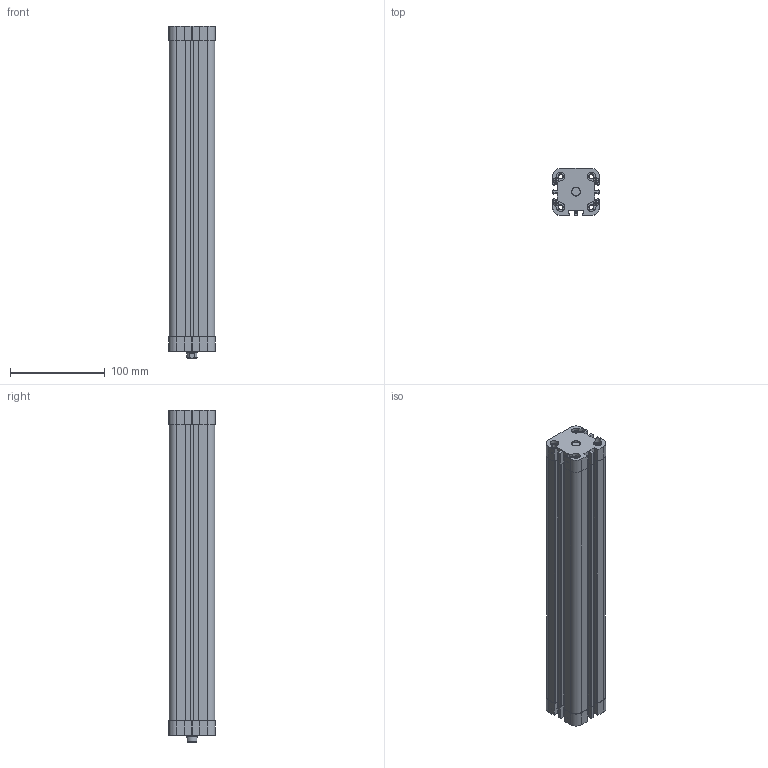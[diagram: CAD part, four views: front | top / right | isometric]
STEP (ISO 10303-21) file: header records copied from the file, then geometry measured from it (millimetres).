
FILE_DESCRIPTION(/* description */ (''),/* implementation_level */ '2;1');
FILE_NAME(/* name */ 'nad_32-300.stp',/* time_stamp */ '2017-08-16T14:36:48+02:00',/* author */ ('leitheußer'),/* organization */ (''),/* preprocessor_version */ 'ST-DEVELOPER v15.6',/* originating_system */ 'Autodesk Inventor LT ',/* authorisation */ '');
FILE_SCHEMA (('AUTOMOTIVE_DESIGN { 1 0 10303 214 3 1 1 }'));
Length unit declared in the file: millimetre
Products named in the file (1): CDEM032_300_KNF
Bounding box: 49.5 x 49.5 x 351 mm (x, y, z)
Volume: 374522.5 mm3; surface area: 225868.8 mm2
Topology: 19 solids, 19 shells, 674 faces, 1744 edges, 1143 vertices
Faces by surface type: plane 367, cylinder 222, cone 59, torus 18, bspline 8
Full cylindrical faces by diameter (mm): 2 x2, 3 x12, 3.7 x8, 4.917 x9, 6 x9, 6.2 x8, 6.647 x1, 8 x2, 8.566 x2, 9 x1, 11.5 x1, 12 x4, 12.302 x1, 13.7 x1, 13.884 x1, 14 x2, 14.952 x1, 16.5 x2, 19.5 x1, 29.4 x2, 31.25 x1, 31.85 x2, 32 x3, 34.4 x2
Entity records: 20556 total; most frequent: CARTESIAN_POINT 4217, DIRECTION 3486, ORIENTED_EDGE 3162, EDGE_CURVE 1581, AXIS2_PLACEMENT_3D 1342, VERTEX_POINT 1119, EDGE_LOOP 920, LINE 802
